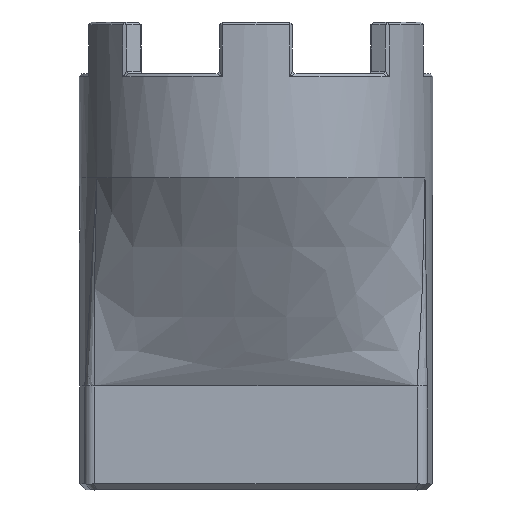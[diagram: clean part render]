
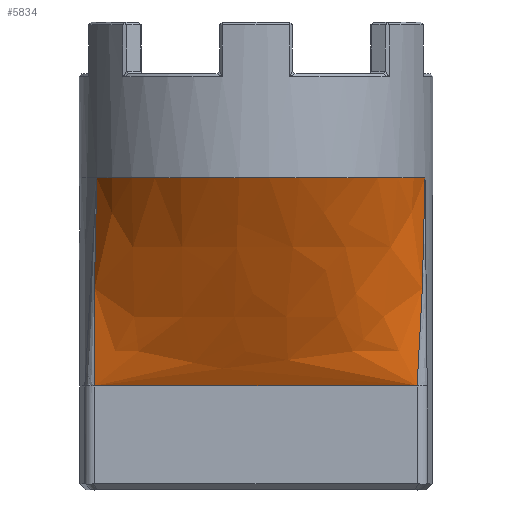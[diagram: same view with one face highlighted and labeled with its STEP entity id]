
A CAD part, front view. The second image highlights one B-rep face of the part: STEP entity #5834.
In plain terms, the highlighted free-form (B-spline) face has degree [3, 3] with [8, 4] control points.
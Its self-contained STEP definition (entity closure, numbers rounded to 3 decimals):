
#33=B_SPLINE_SURFACE_WITH_KNOTS('',3,3,((#8334,#8335,#8336,#8337),(#8338,
#8339,#8340,#8341),(#8342,#8343,#8344,#8345),(#8346,#8347,#8348,#8349),
(#8350,#8351,#8352,#8353),(#8354,#8355,#8356,#8357),(#8358,#8359,#8360,
#8361),(#8362,#8363,#8364,#8365)),.UNSPECIFIED.,.F.,.F.,.F.,(4,1,1,1,1,
4),(4,4),(0.,0.143,0.286,0.571,0.857,
1.),(0.,1.),.UNSPECIFIED.);
#190=B_SPLINE_CURVE_WITH_KNOTS('',3,(#8220,#8221,#8222,#8223,#8224,#8225,
#8226,#8227),.UNSPECIFIED.,.F.,.F.,(4,2,1,1,4),(-1.997,-1.995,
-1.196,-0.797,0.),.UNSPECIFIED.);
#197=B_SPLINE_CURVE_WITH_KNOTS('',3,(#8367,#8368,#8369,#8370,#8371,#8372,
#8373,#8374),.UNSPECIFIED.,.F.,.F.,(4,1,1,2,4),(-2.008,-1.215,
-0.81,0.,0.002),.UNSPECIFIED.);
#548=CIRCLE('',#6232,17.);
#737=FACE_OUTER_BOUND('',#1098,.T.);
#1098=EDGE_LOOP('',(#4356,#4357,#4358,#4359));
#1521=LINE('',#8375,#1986);
#1986=VECTOR('',#6950,10.);
#2443=VERTEX_POINT('',#8019);
#2450=VERTEX_POINT('',#8048);
#2466=VERTEX_POINT('',#8219);
#2473=VERTEX_POINT('',#8366);
#3136=EDGE_CURVE('',#2443,#2450,#548,.T.);
#3156=EDGE_CURVE('',#2443,#2466,#190,.T.);
#3166=EDGE_CURVE('',#2473,#2450,#197,.T.);
#3167=EDGE_CURVE('',#2473,#2466,#1521,.T.);
#4356=ORIENTED_EDGE('',*,*,#3156,.F.);
#4357=ORIENTED_EDGE('',*,*,#3136,.T.);
#4358=ORIENTED_EDGE('',*,*,#3166,.F.);
#4359=ORIENTED_EDGE('',*,*,#3167,.T.);
#5834=ADVANCED_FACE('',(#737),#33,.T.);
#6232=AXIS2_PLACEMENT_3D('',#8050,#6896,#6897);
#6896=DIRECTION('center_axis',(0.,0.,-1.));
#6897=DIRECTION('ref_axis',(1.,0.,0.));
#6950=DIRECTION('',(1.,0.,0.));
#8019=CARTESIAN_POINT('',(56.282,95.02,-19.6));
#8048=CARTESIAN_POINT('',(24.721,92.638,-19.6));
#8050=CARTESIAN_POINT('Origin',(40.034,100.02,-19.6));
#8219=CARTESIAN_POINT('',(55.526,95.02,-39.6));
#8220=CARTESIAN_POINT('Ctrl Pts',(56.282,95.02,-19.6));
#8221=CARTESIAN_POINT('Ctrl Pts',(56.282,95.02,-19.605));
#8222=CARTESIAN_POINT('Ctrl Pts',(56.282,95.02,-19.611));
#8223=CARTESIAN_POINT('Ctrl Pts',(56.266,94.969,-22.281));
#8224=CARTESIAN_POINT('Ctrl Pts',(56.212,94.863,-26.282));
#8225=CARTESIAN_POINT('Ctrl Pts',(55.902,94.779,-32.954));
#8226=CARTESIAN_POINT('Ctrl Pts',(55.651,94.901,-36.947));
#8227=CARTESIAN_POINT('Ctrl Pts',(55.526,95.02,-39.6));
#8334=CARTESIAN_POINT('Ctrl Pts',(23.786,95.02,-39.6));
#8335=CARTESIAN_POINT('Ctrl Pts',(24.098,94.226,-32.933));
#8336=CARTESIAN_POINT('Ctrl Pts',(24.409,93.432,-26.267));
#8337=CARTESIAN_POINT('Ctrl Pts',(24.721,92.638,-19.6));
#8338=CARTESIAN_POINT('Ctrl Pts',(25.334,95.02,-39.6));
#8339=CARTESIAN_POINT('Ctrl Pts',(25.408,93.642,-32.933));
#8340=CARTESIAN_POINT('Ctrl Pts',(25.487,92.271,-26.267));
#8341=CARTESIAN_POINT('Ctrl Pts',(25.562,90.893,-19.6));
#8342=CARTESIAN_POINT('Ctrl Pts',(28.429,95.02,-39.6));
#8343=CARTESIAN_POINT('Ctrl Pts',(28.237,92.582,-32.933));
#8344=CARTESIAN_POINT('Ctrl Pts',(28.044,90.141,-26.267));
#8345=CARTESIAN_POINT('Ctrl Pts',(27.852,87.702,-19.6));
#8346=CARTESIAN_POINT('Ctrl Pts',(34.618,95.02,-39.6));
#8347=CARTESIAN_POINT('Ctrl Pts',(34.51,91.07,-32.933));
#8348=CARTESIAN_POINT('Ctrl Pts',(34.402,87.125,-26.267));
#8349=CARTESIAN_POINT('Ctrl Pts',(34.293,83.175,-19.6));
#8350=CARTESIAN_POINT('Ctrl Pts',(42.355,95.02,-39.6));
#8351=CARTESIAN_POINT('Ctrl Pts',(43.075,90.745,-32.933));
#8352=CARTESIAN_POINT('Ctrl Pts',(43.798,86.464,-26.267));
#8353=CARTESIAN_POINT('Ctrl Pts',(44.518,82.189,-19.6));
#8354=CARTESIAN_POINT('Ctrl Pts',(50.093,95.02,-39.6));
#8355=CARTESIAN_POINT('Ctrl Pts',(51.084,92.643,-32.933));
#8356=CARTESIAN_POINT('Ctrl Pts',(52.07,90.27,-26.267));
#8357=CARTESIAN_POINT('Ctrl Pts',(53.061,87.893,-19.6));
#8358=CARTESIAN_POINT('Ctrl Pts',(54.735,95.02,-39.6));
#8359=CARTESIAN_POINT('Ctrl Pts',(55.058,94.405,-32.933));
#8360=CARTESIAN_POINT('Ctrl Pts',(55.389,93.783,-26.267));
#8361=CARTESIAN_POINT('Ctrl Pts',(55.712,93.168,-19.6));
#8362=CARTESIAN_POINT('Ctrl Pts',(56.282,95.02,-39.6));
#8363=CARTESIAN_POINT('Ctrl Pts',(56.282,95.02,-32.933));
#8364=CARTESIAN_POINT('Ctrl Pts',(56.282,95.02,-26.267));
#8365=CARTESIAN_POINT('Ctrl Pts',(56.282,95.02,-19.6));
#8366=CARTESIAN_POINT('',(24.542,95.02,-39.6));
#8367=CARTESIAN_POINT('Ctrl Pts',(24.547,95.02,-39.6));
#8368=CARTESIAN_POINT('Ctrl Pts',(24.536,94.598,-36.985));
#8369=CARTESIAN_POINT('Ctrl Pts',(24.492,94.024,-33.018));
#8370=CARTESIAN_POINT('Ctrl Pts',(24.509,93.287,-26.341));
#8371=CARTESIAN_POINT('Ctrl Pts',(24.621,92.905,-22.303));
#8372=CARTESIAN_POINT('Ctrl Pts',(24.72,92.639,-19.611));
#8373=CARTESIAN_POINT('Ctrl Pts',(24.72,92.639,-19.605));
#8374=CARTESIAN_POINT('Ctrl Pts',(24.721,92.638,-19.6));
#8375=CARTESIAN_POINT('',(17.534,95.02,-39.6));
